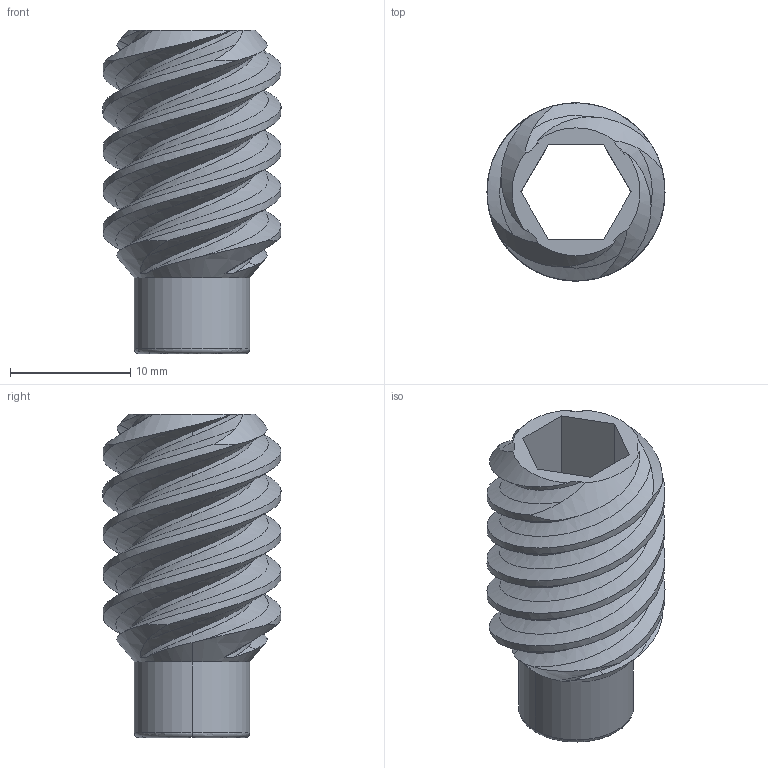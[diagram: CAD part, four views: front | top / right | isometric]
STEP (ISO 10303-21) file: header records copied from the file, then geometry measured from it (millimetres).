
FILE_DESCRIPTION (( 'STEP AP214' ), '1' );
FILE_NAME ('am-2362 Worm for RAW box.STEP', '2016-04-13T14:42:59', ( '' ), ( '' ), 'SwSTEP 2.0', 'SolidWorks 2014', '' );
FILE_SCHEMA (( 'AUTOMOTIVE_DESIGN' ));
Length unit declared in the file: inch
Products named in the file (1): am-2362 Worm for RAW box
Bounding box: 14.83 x 14.82 x 26.94 mm (x, y, z)
Volume: 1545.6 mm3; surface area: 2455.4 mm2
Topology: 1 solids, 1 shells, 67 faces, 198 edges, 132 vertices
Faces by surface type: bspline 28, cylinder 18, plane 13, cone 6, torus 2
Entity records: 14081 total; most frequent: CARTESIAN_POINT 12625, ORIENTED_EDGE 396, EDGE_CURVE 198, B_SPLINE_CURVE_WITH_KNOTS 154, DIRECTION 134, VERTEX_POINT 132, EDGE_LOOP 68, FACE_OUTER_BOUND 67
